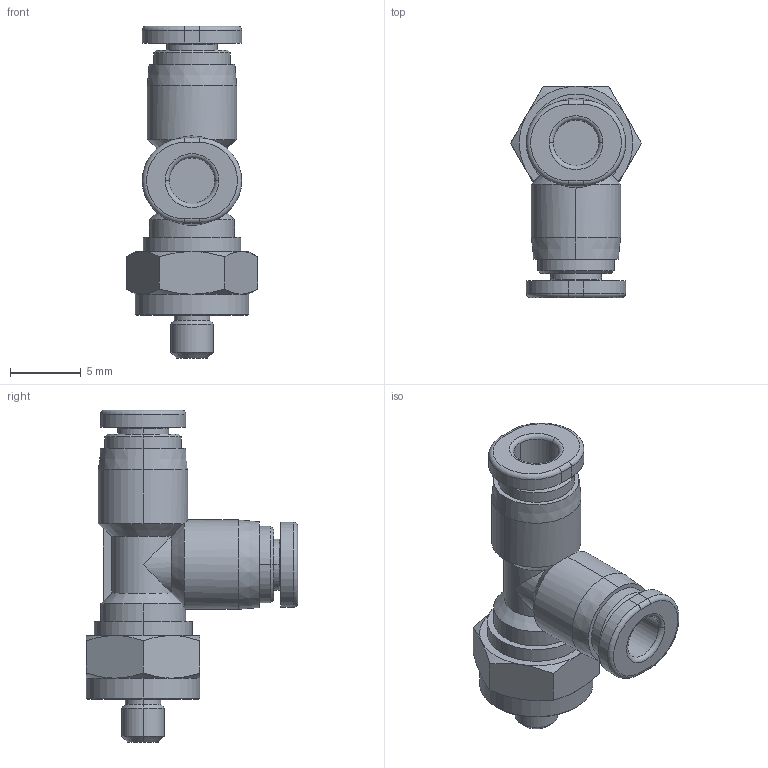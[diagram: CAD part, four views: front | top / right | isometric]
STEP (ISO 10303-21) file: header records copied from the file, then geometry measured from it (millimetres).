
FILE_DESCRIPTION((''),'2;1');
FILE_NAME('PST03M3C-mdt.stp','2017-07-24T15:21:41',(''),(''),'Mechanical Desktop 2009','Mechanical Desktop 2009',', , ');
FILE_SCHEMA(('CONFIG_CONTROL_DESIGN'));
Length unit declared in the file: millimetre
Products named in the file (7): PST03M3C-MDTA; PST03M3C-MDT; COLLAR-C03C; COLLAR-L03C; 04M3C; COLLAR-L04C; NLM3C-S
Assembly tree (7 placements, depth 3):
  PST03M3C-MDTA
    PST03M3C-MDT
    COLLAR-C03C
    COLLAR-L03C
    04M3C
      COLLAR-L04C
      NLM3C-S
    NLM3C-S
Bounding box: 9.24 x 14.9 x 23.4 mm (x, y, z)
Volume: 767.1 mm3; surface area: 1007 mm2
Topology: 1 solids, 1 shells, 110 faces, 242 edges, 146 vertices
Faces by surface type: cylinder 40, cone 34, plane 28, torus 8
Entity records: 3199 total; most frequent: CARTESIAN_POINT 598, DIRECTION 568, ORIENTED_EDGE 484, AXIS2_PLACEMENT_3D 246, EDGE_CURVE 242, VERTEX_POINT 146, CIRCLE 122, EDGE_LOOP 122
